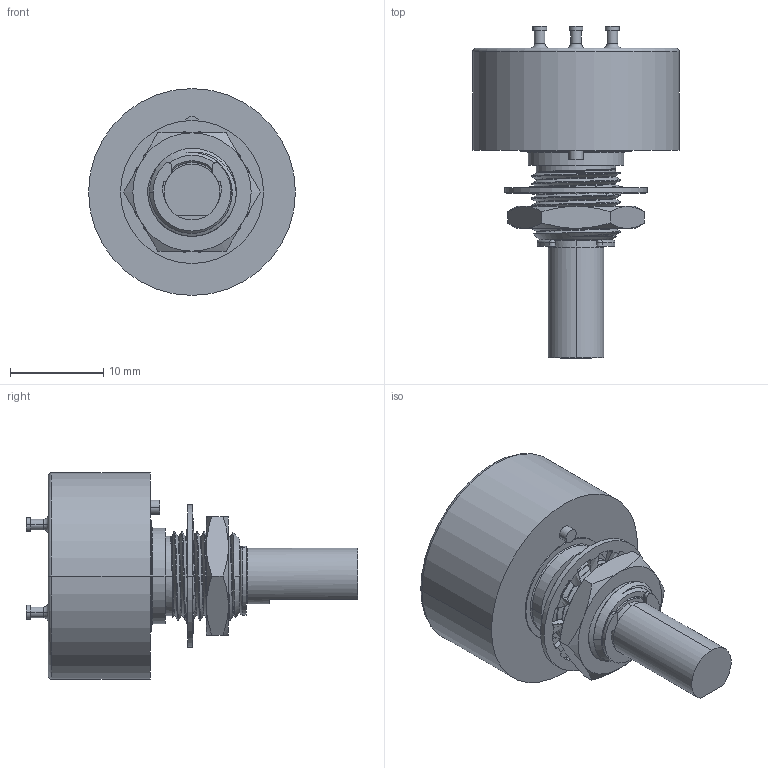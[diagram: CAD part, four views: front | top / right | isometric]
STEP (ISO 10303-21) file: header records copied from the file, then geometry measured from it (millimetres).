
FILE_DESCRIPTION((''),'2;1');
FILE_NAME('6124_SW0001','2013-07-15T',('bmozley'),(''),'PRO/ENGINEER BY PARAMETRIC TECHNOLOGY CORPORATION, 2013150','PRO/ENGINEER BY PARAMETRIC TECHNOLOGY CORPORATION, 2013150','');
FILE_SCHEMA(('CONFIG_CONTROL_DESIGN'));
Length unit declared in the file: inch
Products named in the file (1): 6124_SW0001
Bounding box: 22.23 x 35.66 x 22.23 mm (x, y, z)
Volume: 5159.9 mm3; surface area: 4009 mm2
Topology: 1 solids, 1 shells, 319 faces, 917 edges, 589 vertices
Faces by surface type: cylinder 143, plane 88, bspline 59, cone 16, torus 13
Entity records: 21028 total; most frequent: CARTESIAN_POINT 13030, ORIENTED_EDGE 1834, DIRECTION 1443, EDGE_CURVE 917, VERTEX_POINT 589, AXIS2_PLACEMENT_3D 541, VECTOR 361, LINE 361
